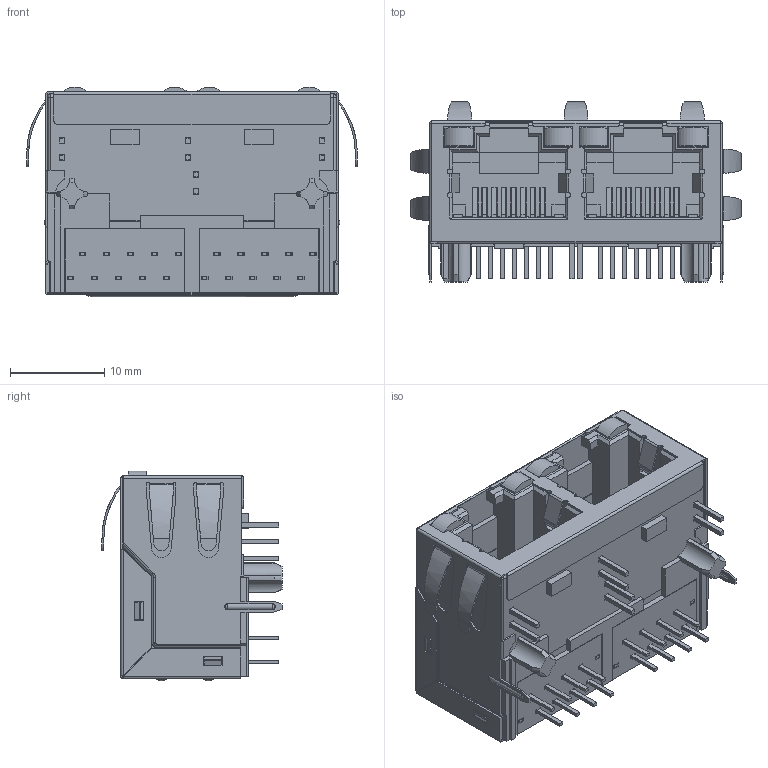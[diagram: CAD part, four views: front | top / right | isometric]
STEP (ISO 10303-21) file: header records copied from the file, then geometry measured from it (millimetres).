
FILE_DESCRIPTION(/* description */ ('Unknown'),/* implementation_level */ '2;1');
FILE_NAME(/* name */ '74990214400',/* time_stamp */ '2020-01-10T11:45:52+01:00',/* author */ ('Unknown'),/* organization */ ('Unknown'),/* preprocessor_version */ 'ST-DEVELOPER v16.7',/* originating_system */ 'DEX',/* authorisation */ $);
FILE_SCHEMA (('AUTOMOTIVE_DESIGN {1 0 10303 214 3 1 1}'));
Products named in the file (2): 74990214400; 1X2_10PIN_
Assembly tree (1 placements, depth 2):
  74990214400
    1X2_10PIN_
Bounding box: 35 x 19.05 x 22.2 mm (x, y, z)
Volume: 5342.2 mm3; surface area: 11975.8 mm2
Topology: 1 solids, 5 shells, 2237 faces, 6547 edges, 4246 vertices
Faces by surface type: plane 1729, cylinder 382, bspline 38, cone 36, torus 32, sphere 20
Full cylindrical faces by diameter (mm): 0.8 x4
Entity records: 89916 total; most frequent: CARTESIAN_POINT 14608, ORIENTED_EDGE 12986, DIRECTION 11585, EDGE_CURVE 6493, LINE 5491, VECTOR 5491, VERTEX_POINT 4224, AXIS2_PLACEMENT_3D 3047
